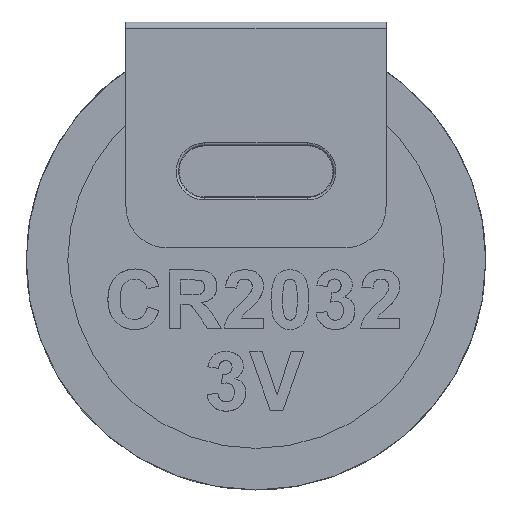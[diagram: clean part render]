
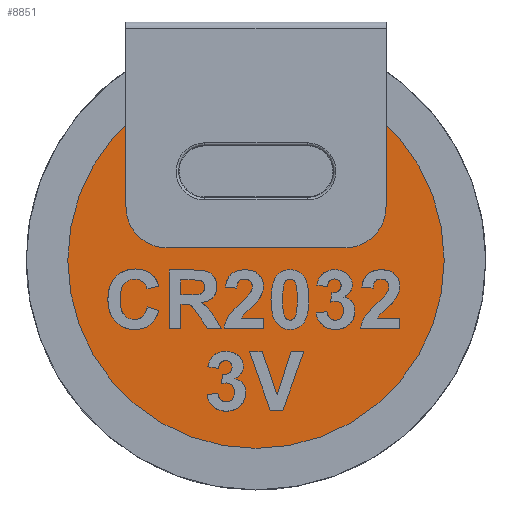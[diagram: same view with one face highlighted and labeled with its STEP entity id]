
A CAD part, top view. The second image highlights one B-rep face of the part: STEP entity #8851.
In plain terms, the highlighted planar face has unit normal (0, 0, 1).
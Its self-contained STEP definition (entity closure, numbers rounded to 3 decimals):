
#228 = VERTEX_POINT ( 'NONE', #12363 ) ;
#287 = AXIS2_PLACEMENT_3D ( 'NONE', #3448, #6786, #8931 ) ;
#453 = CARTESIAN_POINT ( 'NONE',  ( 0., -9., 5.1 ) ) ;
#1134 = AXIS2_PLACEMENT_3D ( 'NONE', #10429, #9160, #10280 ) ;
#1585 = DIRECTION ( 'NONE',  ( 0., 1., 0. ) ) ;
#1680 = FACE_OUTER_BOUND ( 'NONE', #12680, .T. ) ;
#2329 = CIRCLE ( 'NONE', #6503, 9. ) ;
#3448 = CARTESIAN_POINT ( 'NONE',  ( 0., 0., 5.1 ) ) ;
#4860 = EDGE_CURVE ( 'NONE', #9649, #228, #9319, .T. ) ;
#5347 = ORIENTED_EDGE ( 'NONE', *, *, #9619, .F. ) ;
#5845 = DIRECTION ( 'NONE',  ( 0., 0., -1. ) ) ;
#6503 = AXIS2_PLACEMENT_3D ( 'NONE', #10200, #5845, #1585 ) ;
#6786 = DIRECTION ( 'NONE',  ( 0., 0., -1. ) ) ;
#8851 = ADVANCED_FACE ( 'NONE', ( #1680 ), #13025, .F. ) ;
#8931 = DIRECTION ( 'NONE',  ( 0., 1., 0. ) ) ;
#9160 = DIRECTION ( 'NONE',  ( 0., 0., -1. ) ) ;
#9319 = CIRCLE ( 'NONE', #1134, 9. ) ;
#9619 = EDGE_CURVE ( 'NONE', #228, #9649, #2329, .T. ) ;
#9649 = VERTEX_POINT ( 'NONE', #453 ) ;
#10200 = CARTESIAN_POINT ( 'NONE',  ( 0., 0., 5.1 ) ) ;
#10280 = DIRECTION ( 'NONE',  ( 0., 1., 0. ) ) ;
#10429 = CARTESIAN_POINT ( 'NONE',  ( 0., 0., 5.1 ) ) ;
#11198 = ORIENTED_EDGE ( 'NONE', *, *, #4860, .F. ) ;
#12363 = CARTESIAN_POINT ( 'NONE',  ( 0., 9., 5.1 ) ) ;
#12680 = EDGE_LOOP ( 'NONE', ( #5347, #11198 ) ) ;
#13025 = PLANE ( 'NONE',  #287 ) ;
